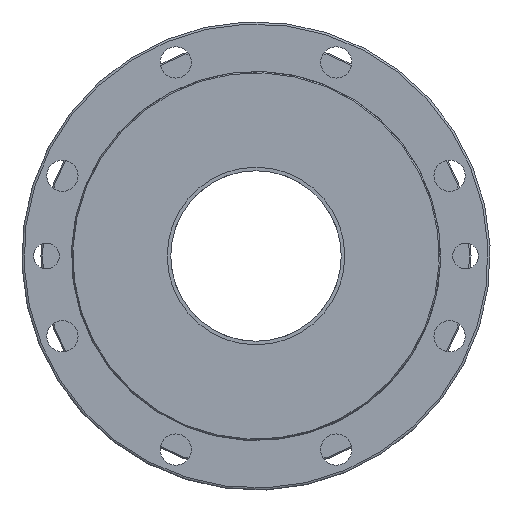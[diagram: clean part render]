
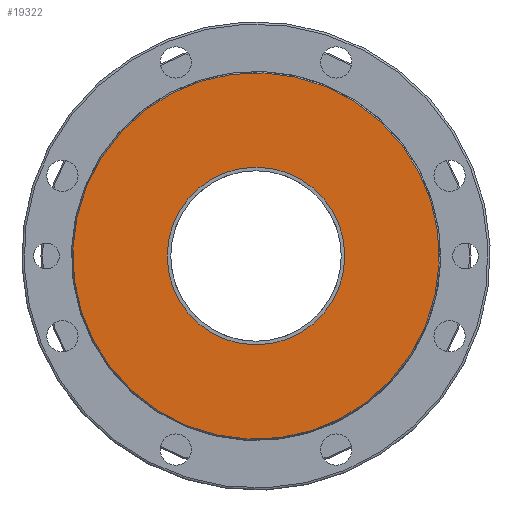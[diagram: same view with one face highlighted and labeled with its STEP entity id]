
A CAD part, left-side view. The second image highlights one B-rep face of the part: STEP entity #19322.
In plain terms, the highlighted planar face has unit normal (-1, 0, 0).
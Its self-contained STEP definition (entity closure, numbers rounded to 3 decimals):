
#417=PLANE('',#20439);
#932=CIRCLE('',#20438,128.99);
#933=CIRCLE('',#20440,62.5);
#3524=ORIENTED_EDGE('',*,*,#7115,.T.);
#3525=ORIENTED_EDGE('',*,*,#7114,.T.);
#7114=EDGE_CURVE('',#8984,#8984,#932,.T.);
#7115=EDGE_CURVE('',#8985,#8985,#933,.F.);
#8984=VERTEX_POINT('',#26748);
#8985=VERTEX_POINT('',#26751);
#10829=EDGE_LOOP('',(#3524));
#10830=EDGE_LOOP('',(#3525));
#12036=FACE_BOUND('',#10829,.T.);
#12037=FACE_BOUND('',#10830,.T.);
#19322=ADVANCED_FACE('',(#12036,#12037),#417,.T.);
#20438=AXIS2_PLACEMENT_3D('',#26747,#22579,#22580);
#20439=AXIS2_PLACEMENT_3D('',#26749,#22581,#22582);
#20440=AXIS2_PLACEMENT_3D('',#26750,#22583,#22584);
#22579=DIRECTION('',(-1.,0.,0.));
#22580=DIRECTION('',(0.,0.383,-0.924));
#22581=DIRECTION('',(-1.,0.,0.));
#22582=DIRECTION('',(0.,0.383,-0.924));
#22583=DIRECTION('',(-1.,0.,0.));
#22584=DIRECTION('',(0.,0.,1.));
#26747=CARTESIAN_POINT('',(-154.705,0.,0.));
#26748=CARTESIAN_POINT('',(-154.705,49.362,-119.172));
#26749=CARTESIAN_POINT('',(-154.705,-26.487,63.946));
#26750=CARTESIAN_POINT('',(-154.705,0.,0.));
#26751=CARTESIAN_POINT('',(-154.705,0.,62.5));
